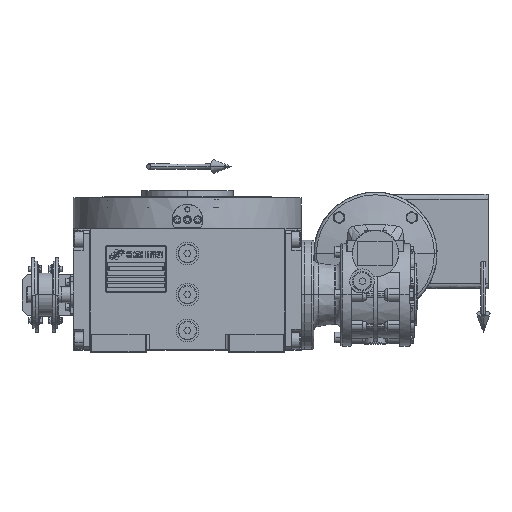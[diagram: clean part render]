
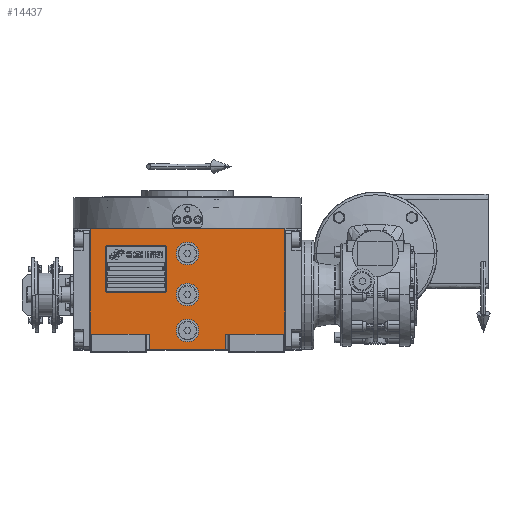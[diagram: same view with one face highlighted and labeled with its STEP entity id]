
A CAD part, top view. The second image highlights one B-rep face of the part: STEP entity #14437.
In plain terms, the highlighted planar face has unit normal (0, 0, 1).
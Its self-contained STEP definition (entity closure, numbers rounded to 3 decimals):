
#2109 = ORIENTED_EDGE ( 'NONE', *, *, #113168, .F. ) ;
#3285 = EDGE_CURVE ( 'NONE', #114497, #77078, #27108, .T. ) ;
#3475 = ORIENTED_EDGE ( 'NONE', *, *, #83721, .F. ) ;
#5849 = FACE_BOUND ( 'NONE', #125400, .T. ) ;
#8430 = CARTESIAN_POINT ( 'NONE',  ( -94.5, 64.5, 163.5 ) ) ;
#9246 = VECTOR ( 'NONE', #38328, 1000. ) ;
#9706 = DIRECTION ( 'NONE',  ( 0., 1., 0. ) ) ;
#10060 = AXIS2_PLACEMENT_3D ( 'NONE', #60078, #71400, #58126 ) ;
#10511 = CARTESIAN_POINT ( 'NONE',  ( 0., 0., 163.5 ) ) ;
#11407 = VERTEX_POINT ( 'NONE', #109230 ) ;
#12486 = ORIENTED_EDGE ( 'NONE', *, *, #59057, .F. ) ;
#13474 = EDGE_CURVE ( 'NONE', #22862, #64198, #128954, .T. ) ;
#14437 = ADVANCED_FACE ( 'NONE', ( #89960, #78628, #5849, #71238 ), #119259, .T. ) ;
#15900 = DIRECTION ( 'NONE',  ( 1., 0., 0. ) ) ;
#15985 = EDGE_LOOP ( 'NONE', ( #57963, #66172 ) ) ;
#16722 = CIRCLE ( 'NONE', #33724, 11. ) ;
#17001 = CIRCLE ( 'NONE', #51019, 11. ) ;
#17266 = VECTOR ( 'NONE', #96300, 1000. ) ;
#18025 = AXIS2_PLACEMENT_3D ( 'NONE', #98596, #110589, #19360 ) ;
#19360 = DIRECTION ( 'NONE',  ( 1., 0., 0. ) ) ;
#19598 = AXIS2_PLACEMENT_3D ( 'NONE', #93936, #75913, #34640 ) ;
#21343 = DIRECTION ( 'NONE',  ( 1., 0., 0. ) ) ;
#22862 = VERTEX_POINT ( 'NONE', #123107 ) ;
#26365 = EDGE_CURVE ( 'NONE', #99731, #31364, #17001, .T. ) ;
#26370 = CARTESIAN_POINT ( 'NONE',  ( -94.5, -38.5, 163.5 ) ) ;
#27108 = CIRCLE ( 'NONE', #10060, 11. ) ;
#28146 = CARTESIAN_POINT ( 'NONE',  ( -94.5, -38.5, 163.5 ) ) ;
#28646 = ORIENTED_EDGE ( 'NONE', *, *, #68348, .T. ) ;
#29364 = EDGE_LOOP ( 'NONE', ( #43467, #2109 ) ) ;
#30262 = CIRCLE ( 'NONE', #102478, 11. ) ;
#31364 = VERTEX_POINT ( 'NONE', #115252 ) ;
#32452 = CARTESIAN_POINT ( 'NONE',  ( -37., -53.5, 163.5 ) ) ;
#33724 = AXIS2_PLACEMENT_3D ( 'NONE', #36267, #108204, #35618 ) ;
#34640 = DIRECTION ( 'NONE',  ( -1., 0., 0. ) ) ;
#35618 = DIRECTION ( 'NONE',  ( -1., 0., 0. ) ) ;
#35706 = DIRECTION ( 'NONE',  ( 1., 0., 0. ) ) ;
#36267 = CARTESIAN_POINT ( 'NONE',  ( 0., -35., 163.5 ) ) ;
#38265 = VECTOR ( 'NONE', #90056, 1000. ) ;
#38328 = DIRECTION ( 'NONE',  ( 0., 1., 0. ) ) ;
#40396 = ORIENTED_EDGE ( 'NONE', *, *, #83979, .F. ) ;
#41985 = ORIENTED_EDGE ( 'NONE', *, *, #13474, .F. ) ;
#42078 = DIRECTION ( 'NONE',  ( 1., 0., 0. ) ) ;
#43103 = VERTEX_POINT ( 'NONE', #110822 ) ;
#43467 = ORIENTED_EDGE ( 'NONE', *, *, #3285, .F. ) ;
#44012 = EDGE_CURVE ( 'NONE', #31364, #99731, #51489, .T. ) ;
#45622 = CARTESIAN_POINT ( 'NONE',  ( 11., 0., 163.5 ) ) ;
#51019 = AXIS2_PLACEMENT_3D ( 'NONE', #102023, #114016, #42078 ) ;
#51126 = DIRECTION ( 'NONE',  ( 0., 0., 1. ) ) ;
#51269 = VECTOR ( 'NONE', #117918, 1000. ) ;
#51489 = CIRCLE ( 'NONE', #19598, 11. ) ;
#51865 = CIRCLE ( 'NONE', #115664, 11. ) ;
#51953 = LINE ( 'NONE', #72576, #82202 ) ;
#53812 = ORIENTED_EDGE ( 'NONE', *, *, #89324, .T. ) ;
#56151 = CARTESIAN_POINT ( 'NONE',  ( -11., -35., 163.5 ) ) ;
#57361 = VERTEX_POINT ( 'NONE', #56151 ) ;
#57963 = ORIENTED_EDGE ( 'NONE', *, *, #104244, .F. ) ;
#58126 = DIRECTION ( 'NONE',  ( 1., 0., 0. ) ) ;
#59057 = EDGE_CURVE ( 'NONE', #68410, #11407, #71070, .T. ) ;
#60078 = CARTESIAN_POINT ( 'NONE',  ( 0., 0., 163.5 ) ) ;
#61048 = DIRECTION ( 'NONE',  ( 0., -1., 0. ) ) ;
#64198 = VERTEX_POINT ( 'NONE', #8430 ) ;
#66172 = ORIENTED_EDGE ( 'NONE', *, *, #79405, .F. ) ;
#67356 = EDGE_CURVE ( 'NONE', #95077, #112571, #92229, .T. ) ;
#68348 = EDGE_CURVE ( 'NONE', #68410, #95077, #51953, .T. ) ;
#68410 = VERTEX_POINT ( 'NONE', #93891 ) ;
#68980 = CARTESIAN_POINT ( 'NONE',  ( 94.5, -38.5, 163.5 ) ) ;
#71070 = LINE ( 'NONE', #121061, #99713 ) ;
#71238 = FACE_OUTER_BOUND ( 'NONE', #83180, .T. ) ;
#71400 = DIRECTION ( 'NONE',  ( 0., 0., 1. ) ) ;
#72576 = CARTESIAN_POINT ( 'NONE',  ( 37., -38.5, 163.5 ) ) ;
#75002 = LINE ( 'NONE', #32452, #17266 ) ;
#75913 = DIRECTION ( 'NONE',  ( 0., 0., 1. ) ) ;
#76149 = CARTESIAN_POINT ( 'NONE',  ( -11., 0., 163.5 ) ) ;
#77078 = VERTEX_POINT ( 'NONE', #76149 ) ;
#77952 = CARTESIAN_POINT ( 'NONE',  ( -37., -53.5, 163.5 ) ) ;
#78183 = VERTEX_POINT ( 'NONE', #82128 ) ;
#78628 = FACE_BOUND ( 'NONE', #15985, .T. ) ;
#78736 = LINE ( 'NONE', #28146, #38265 ) ;
#79202 = ORIENTED_EDGE ( 'NONE', *, *, #90878, .T. ) ;
#79405 = EDGE_CURVE ( 'NONE', #57361, #87782, #16722, .T. ) ;
#79933 = LINE ( 'NONE', #77952, #51269 ) ;
#80397 = ORIENTED_EDGE ( 'NONE', *, *, #26365, .F. ) ;
#82128 = CARTESIAN_POINT ( 'NONE',  ( -37., -53.5, 163.5 ) ) ;
#82202 = VECTOR ( 'NONE', #21343, 1000. ) ;
#83180 = EDGE_LOOP ( 'NONE', ( #79202, #12486, #28646, #91675, #3475, #41985, #53812, #40396 ) ) ;
#83721 = EDGE_CURVE ( 'NONE', #64198, #112571, #107138, .T. ) ;
#83979 = EDGE_CURVE ( 'NONE', #78183, #43103, #75002, .T. ) ;
#87782 = VERTEX_POINT ( 'NONE', #90266 ) ;
#89324 = EDGE_CURVE ( 'NONE', #22862, #43103, #78736, .T. ) ;
#89960 = FACE_BOUND ( 'NONE', #29364, .T. ) ;
#90056 = DIRECTION ( 'NONE',  ( 1., 0., 0. ) ) ;
#90266 = CARTESIAN_POINT ( 'NONE',  ( 11., -35., 163.5 ) ) ;
#90878 = EDGE_CURVE ( 'NONE', #78183, #11407, #79933, .T. ) ;
#91675 = ORIENTED_EDGE ( 'NONE', *, *, #67356, .T. ) ;
#92229 = LINE ( 'NONE', #68980, #101103 ) ;
#92390 = DIRECTION ( 'NONE',  ( -1., 0., 0. ) ) ;
#93891 = CARTESIAN_POINT ( 'NONE',  ( 37., -38.5, 163.5 ) ) ;
#93936 = CARTESIAN_POINT ( 'NONE',  ( 0., 40., 163.5 ) ) ;
#95077 = VERTEX_POINT ( 'NONE', #100468 ) ;
#96283 = DIRECTION ( 'NONE',  ( 0., 0., 1. ) ) ;
#96300 = DIRECTION ( 'NONE',  ( 0., 1., 0. ) ) ;
#98596 = CARTESIAN_POINT ( 'NONE',  ( -94.5, -53.5, 163.5 ) ) ;
#99713 = VECTOR ( 'NONE', #61048, 1000. ) ;
#99731 = VERTEX_POINT ( 'NONE', #113700 ) ;
#99936 = CARTESIAN_POINT ( 'NONE',  ( 94.5, 64.5, 163.5 ) ) ;
#100468 = CARTESIAN_POINT ( 'NONE',  ( 94.5, -38.5, 163.5 ) ) ;
#101103 = VECTOR ( 'NONE', #9706, 1000. ) ;
#102023 = CARTESIAN_POINT ( 'NONE',  ( 0., 40., 163.5 ) ) ;
#102478 = AXIS2_PLACEMENT_3D ( 'NONE', #10511, #51126, #92390 ) ;
#104244 = EDGE_CURVE ( 'NONE', #87782, #57361, #51865, .T. ) ;
#107138 = LINE ( 'NONE', #109798, #117262 ) ;
#108204 = DIRECTION ( 'NONE',  ( 0., 0., 1. ) ) ;
#109230 = CARTESIAN_POINT ( 'NONE',  ( 37., -53.5, 163.5 ) ) ;
#109798 = CARTESIAN_POINT ( 'NONE',  ( -94.5, 64.5, 163.5 ) ) ;
#110589 = DIRECTION ( 'NONE',  ( 0., 0., 1. ) ) ;
#110822 = CARTESIAN_POINT ( 'NONE',  ( -37., -38.5, 163.5 ) ) ;
#112571 = VERTEX_POINT ( 'NONE', #99936 ) ;
#113168 = EDGE_CURVE ( 'NONE', #77078, #114497, #30262, .T. ) ;
#113700 = CARTESIAN_POINT ( 'NONE',  ( 11., 40., 163.5 ) ) ;
#114016 = DIRECTION ( 'NONE',  ( 0., 0., 1. ) ) ;
#114497 = VERTEX_POINT ( 'NONE', #45622 ) ;
#115252 = CARTESIAN_POINT ( 'NONE',  ( -11., 40., 163.5 ) ) ;
#115664 = AXIS2_PLACEMENT_3D ( 'NONE', #116310, #96283, #35706 ) ;
#116310 = CARTESIAN_POINT ( 'NONE',  ( 0., -35., 163.5 ) ) ;
#117262 = VECTOR ( 'NONE', #15900, 1000. ) ;
#117918 = DIRECTION ( 'NONE',  ( 1., 0., 0. ) ) ;
#119259 = PLANE ( 'NONE',  #18025 ) ;
#121061 = CARTESIAN_POINT ( 'NONE',  ( 37., -38.5, 163.5 ) ) ;
#123107 = CARTESIAN_POINT ( 'NONE',  ( -94.5, -38.5, 163.5 ) ) ;
#125400 = EDGE_LOOP ( 'NONE', ( #80397, #125883 ) ) ;
#125883 = ORIENTED_EDGE ( 'NONE', *, *, #44012, .F. ) ;
#128954 = LINE ( 'NONE', #26370, #9246 ) ;
